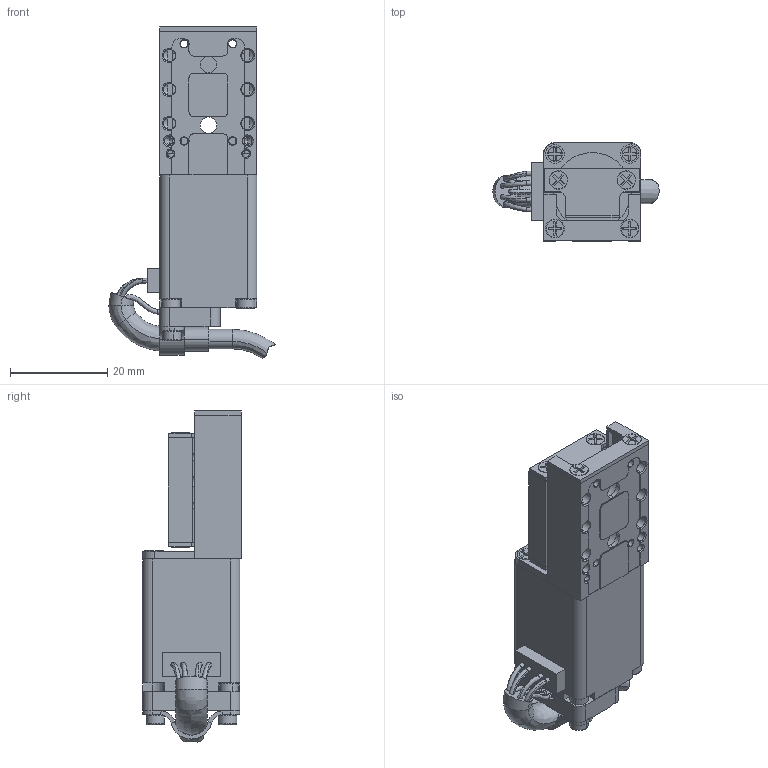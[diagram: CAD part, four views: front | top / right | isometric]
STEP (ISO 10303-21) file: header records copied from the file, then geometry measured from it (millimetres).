
FILE_DESCRIPTION (( 'STEP AP214' ), '1' );
FILE_NAME ('LSA10-T4A_Customer facing LSA10.step', '2020-10-09T18:44:51', ( '' ), ( '' ), 'SwSTEP 2.0', 'SolidWorks 2019', '' );
FILE_SCHEMA (( 'AUTOMOTIVE_DESIGN' ));
Length unit declared in the file: millimetre
Products named in the file (1): LSA10-T4A_Customer facing LSA10
Bounding box: 34.25 x 20.25 x 68.37 mm (x, y, z)
Volume: 17452 mm3; surface area: 14187.5 mm2
Topology: 25 solids, 25 shells, 875 faces, 2270 edges, 1453 vertices
Faces by surface type: plane 420, cylinder 296, cone 116, bspline 27, torus 16
Entity records: 43480 total; most frequent: CARTESIAN_POINT 11859, DIRECTION 4526, ORIENTED_EDGE 4500, EDGE_CURVE 2250, AXIS2_PLACEMENT_3D 1603, VERTEX_POINT 1453, LINE 1320, VECTOR 1320
